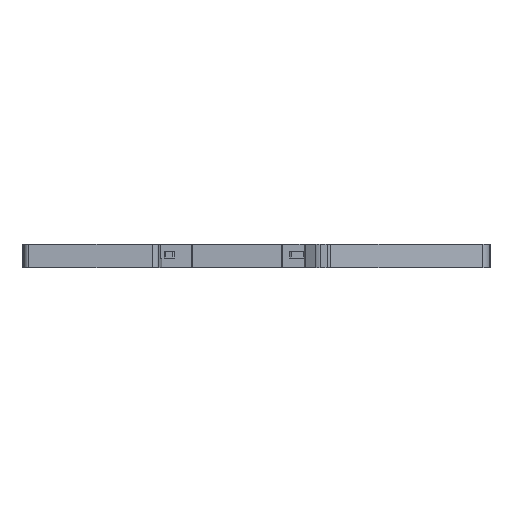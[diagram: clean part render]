
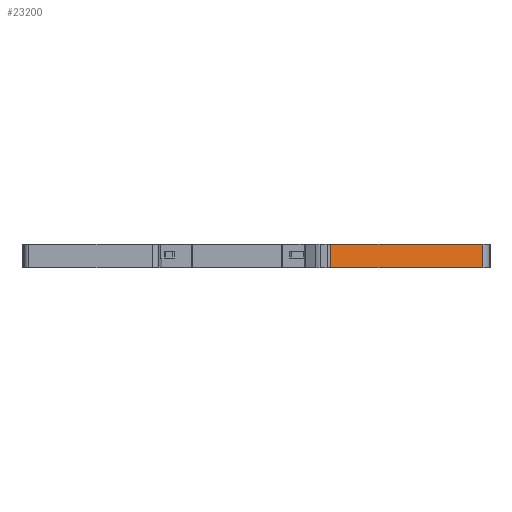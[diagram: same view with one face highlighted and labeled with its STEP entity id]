
A CAD part, front view. The second image highlights one B-rep face of the part: STEP entity #23200.
In plain terms, the highlighted planar face has unit normal (0.259, -0.966, 0).
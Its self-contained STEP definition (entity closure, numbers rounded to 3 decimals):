
#1164=DIRECTION('',(0.966,0.259,0.));
#1165=VECTOR('',#1164,34.43);
#1166=CARTESIAN_POINT('',(22.961,-5.862,0.));
#1167=LINE('',#1166,#1165);
#1705=DIRECTION('',(0.,0.,-1.));
#1706=VECTOR('',#1705,5.2);
#1707=CARTESIAN_POINT('',(22.961,-5.862,0.));
#1708=LINE('',#1707,#1706);
#1709=DIRECTION('',(0.,0.,-1.));
#1710=VECTOR('',#1709,5.2);
#1711=CARTESIAN_POINT('',(56.218,3.049,0.));
#1712=LINE('',#1711,#1710);
#2515=DIRECTION('',(0.966,0.259,0.));
#2516=VECTOR('',#2515,34.43);
#2517=CARTESIAN_POINT('',(22.961,-5.862,-5.2));
#2518=LINE('',#2517,#2516);
#17326=CARTESIAN_POINT('',(22.961,-5.862,0.));
#17327=VERTEX_POINT('',#17326);
#17328=CARTESIAN_POINT('',(56.218,3.049,0.));
#17329=VERTEX_POINT('',#17328);
#17708=CARTESIAN_POINT('',(22.961,-5.862,-5.2));
#17709=VERTEX_POINT('',#17708);
#17710=CARTESIAN_POINT('',(56.218,3.049,-5.2));
#17711=VERTEX_POINT('',#17710);
#23187=CARTESIAN_POINT('',(22.961,-5.862,0.));
#23188=DIRECTION('',(0.259,-0.966,0.));
#23189=DIRECTION('',(0.966,0.259,0.));
#23190=AXIS2_PLACEMENT_3D('',#23187,#23188,#23189);
#23191=PLANE('',#23190);
#23192=ORIENTED_EDGE('',*,*,#22445,.T.);
#23194=ORIENTED_EDGE('',*,*,#23193,.T.);
#23196=ORIENTED_EDGE('',*,*,#23195,.F.);
#23197=ORIENTED_EDGE('',*,*,#23167,.F.);
#23198=EDGE_LOOP('',(#23192,#23194,#23196,#23197));
#23199=FACE_OUTER_BOUND('',#23198,.F.);
#23200=ADVANCED_FACE('',(#23199),#23191,.T.);
#22445=EDGE_CURVE('',#17327,#17329,#1167,.T.);
#23167=EDGE_CURVE('',#17327,#17709,#1708,.T.);
#23193=EDGE_CURVE('',#17329,#17711,#1712,.T.);
#23195=EDGE_CURVE('',#17709,#17711,#2518,.T.);
